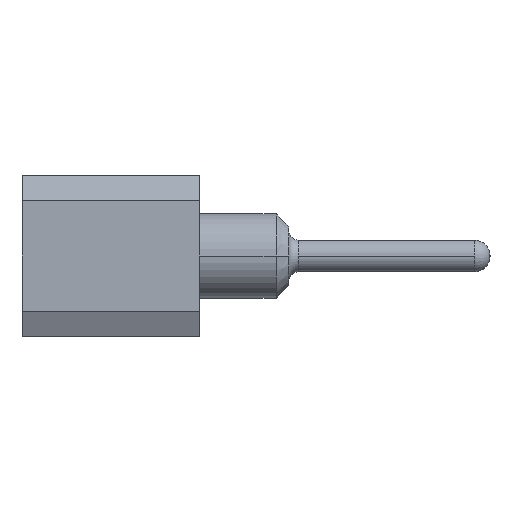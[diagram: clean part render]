
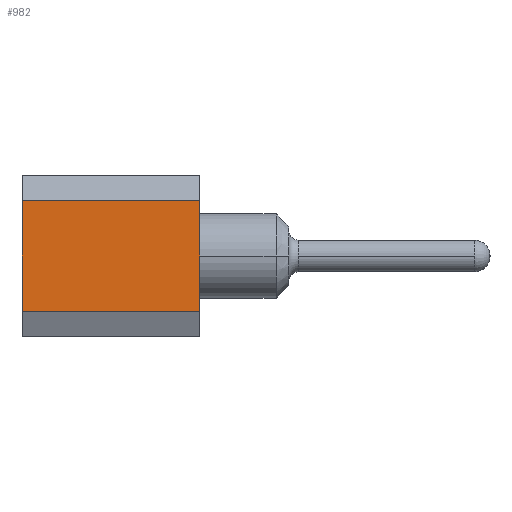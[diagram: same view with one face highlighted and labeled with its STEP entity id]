
A CAD part, left-side view. The second image highlights one B-rep face of the part: STEP entity #982.
In plain terms, the highlighted planar face has unit normal (-1, 0, 0).
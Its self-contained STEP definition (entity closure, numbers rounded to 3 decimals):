
#982=ADVANCED_FACE('',(#1992),#1993,.T.);
#1992=FACE_OUTER_BOUND('',#3006,.T.);
#1993=PLANE('',#3007);
#3006=EDGE_LOOP('',(#5693,#5694,#5695,#5696));
#3007=AXIS2_PLACEMENT_3D('',#5697,#5698,#5699);
#5693=ORIENTED_EDGE('',*,*,#6716,.T.);
#5694=ORIENTED_EDGE('',*,*,#6864,.F.);
#5695=ORIENTED_EDGE('',*,*,#6865,.F.);
#5696=ORIENTED_EDGE('',*,*,#6860,.T.);
#5697=CARTESIAN_POINT('',(-8.89,0.,0.));
#5698=DIRECTION('',(-1.0,0.0,0.0));
#5699=DIRECTION('',(0.0,0.,1.0));
#6716=EDGE_CURVE('',#8169,#8167,#8170,.T.);
#6860=EDGE_CURVE('',#8375,#8169,#8376,.T.);
#6864=EDGE_CURVE('',#8381,#8167,#8382,.T.);
#6865=EDGE_CURVE('',#8375,#8381,#8383,.T.);
#8167=VERTEX_POINT('',#9949);
#8169=VERTEX_POINT('',#9952);
#8170=LINE('',#9953,#9954);
#8375=VERTEX_POINT('',#10261);
#8376=LINE('',#10262,#10263);
#8381=VERTEX_POINT('',#10270);
#8382=LINE('',#10271,#10272);
#8383=LINE('',#10273,#10274);
#9949=CARTESIAN_POINT('',(-8.89,2.8,-0.87));
#9952=CARTESIAN_POINT('',(-8.89,2.8,0.87));
#9953=CARTESIAN_POINT('',(-8.89,2.8,0.87));
#9954=VECTOR('',#11654,1.0);
#10261=CARTESIAN_POINT('',(-8.89,0.,0.87));
#10262=CARTESIAN_POINT('',(-8.89,0.,0.87));
#10263=VECTOR('',#11757,1.0);
#10270=CARTESIAN_POINT('',(-8.89,0.,-0.87));
#10271=CARTESIAN_POINT('',(-8.89,0.,-0.87));
#10272=VECTOR('',#11760,1.0);
#10273=CARTESIAN_POINT('',(-8.89,0.,0.87));
#10274=VECTOR('',#11761,1.0);
#11654=DIRECTION('',(0.0,0.,-1.0));
#11757=DIRECTION('',(0.0,1.0,0.));
#11760=DIRECTION('',(0.0,1.0,0.));
#11761=DIRECTION('',(0.0,0.,-1.0));
